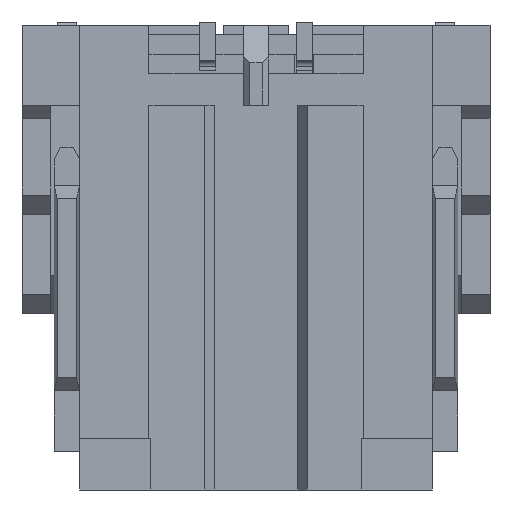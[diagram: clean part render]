
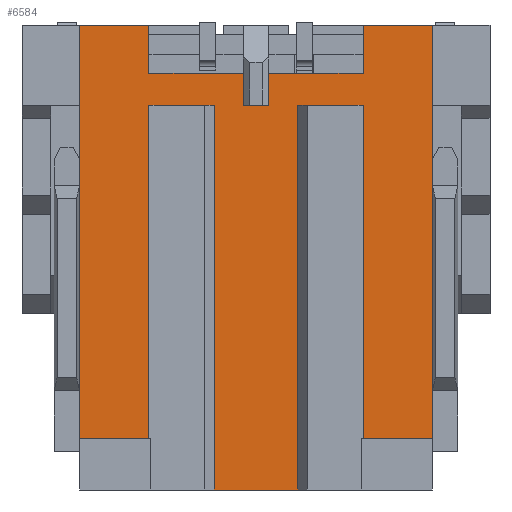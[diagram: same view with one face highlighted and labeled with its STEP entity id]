
A CAD part, front view. The second image highlights one B-rep face of the part: STEP entity #6584.
In plain terms, the highlighted planar face has unit normal (0, -1, 0).
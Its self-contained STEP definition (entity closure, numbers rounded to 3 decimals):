
#145=DIRECTION('',(0.,0.,1.));
#146=VECTOR('',#145,5.2);
#147=CARTESIAN_POINT('',(2.75,-3.45,-2.38));
#148=LINE('',#147,#146);
#665=DIRECTION('',(-1.,0.,0.));
#666=VECTOR('',#665,1.02);
#667=CARTESIAN_POINT('',(1.67,-3.45,2.82));
#668=LINE('',#667,#666);
#669=DIRECTION('',(0.,0.,1.));
#670=VECTOR('',#669,6.);
#671=CARTESIAN_POINT('',(-0.65,-3.45,-3.18));
#672=LINE('',#671,#670);
#673=DIRECTION('',(-1.,0.,0.));
#674=VECTOR('',#673,1.02);
#675=CARTESIAN_POINT('',(-0.65,-3.45,2.82));
#676=LINE('',#675,#674);
#677=DIRECTION('',(0.,0.,-1.));
#678=VECTOR('',#677,5.2);
#679=CARTESIAN_POINT('',(-1.67,-3.45,2.82));
#680=LINE('',#679,#678);
#681=DIRECTION('',(1.,0.,0.));
#682=VECTOR('',#681,1.08);
#683=CARTESIAN_POINT('',(-2.75,-3.45,-2.38));
#684=LINE('',#683,#682);
#685=DIRECTION('',(0.,0.,-1.));
#686=VECTOR('',#685,1.25);
#687=CARTESIAN_POINT('',(-2.75,-3.45,4.07));
#688=LINE('',#687,#686);
#689=DIRECTION('',(0.,0.,-1.));
#690=VECTOR('',#689,0.75);
#691=CARTESIAN_POINT('',(-1.67,-3.45,4.07));
#692=LINE('',#691,#690);
#693=DIRECTION('',(1.,0.,0.));
#694=VECTOR('',#693,1.47);
#695=CARTESIAN_POINT('',(-1.67,-3.45,3.32));
#696=LINE('',#695,#694);
#697=DIRECTION('',(0.,0.,-1.));
#698=VECTOR('',#697,0.5);
#699=CARTESIAN_POINT('',(-0.2,-3.45,3.32));
#700=LINE('',#699,#698);
#701=DIRECTION('',(0.,0.,-1.));
#702=VECTOR('',#701,0.5);
#703=CARTESIAN_POINT('',(0.2,-3.45,3.32));
#704=LINE('',#703,#702);
#705=DIRECTION('',(1.,0.,0.));
#706=VECTOR('',#705,1.47);
#707=CARTESIAN_POINT('',(0.2,-3.45,3.32));
#708=LINE('',#707,#706);
#709=DIRECTION('',(0.,0.,-1.));
#710=VECTOR('',#709,0.75);
#711=CARTESIAN_POINT('',(1.67,-3.45,4.07));
#712=LINE('',#711,#710);
#713=DIRECTION('',(0.,0.,1.));
#714=VECTOR('',#713,1.25);
#715=CARTESIAN_POINT('',(2.75,-3.45,2.82));
#716=LINE('',#715,#714);
#717=DIRECTION('',(1.,0.,0.));
#718=VECTOR('',#717,1.08);
#719=CARTESIAN_POINT('',(1.67,-3.45,-2.38));
#720=LINE('',#719,#718);
#721=DIRECTION('',(0.,0.,1.));
#722=VECTOR('',#721,5.2);
#723=CARTESIAN_POINT('',(1.67,-3.45,-2.38));
#724=LINE('',#723,#722);
#725=DIRECTION('',(0.,0.,1.));
#726=VECTOR('',#725,6.);
#727=CARTESIAN_POINT('',(0.65,-3.45,-3.18));
#728=LINE('',#727,#726);
#733=DIRECTION('',(1.,0.,0.));
#734=VECTOR('',#733,1.3);
#735=CARTESIAN_POINT('',(-0.65,-3.45,-3.18));
#736=LINE('',#735,#734);
#1667=DIRECTION('',(0.,0.,-1.));
#1668=VECTOR('',#1667,5.2);
#1669=CARTESIAN_POINT('',(-2.75,-3.45,2.82));
#1670=LINE('',#1669,#1668);
#3645=DIRECTION('',(-1.,0.,0.));
#3646=VECTOR('',#3645,1.08);
#3647=CARTESIAN_POINT('',(2.75,-3.45,4.07));
#3648=LINE('',#3647,#3646);
#3649=DIRECTION('',(-1.,0.,0.));
#3650=VECTOR('',#3649,1.08);
#3651=CARTESIAN_POINT('',(-1.67,-3.45,4.07));
#3652=LINE('',#3651,#3650);
#3813=DIRECTION('',(1.,0.,0.));
#3814=VECTOR('',#3813,0.4);
#3815=CARTESIAN_POINT('',(-0.2,-3.45,2.82));
#3816=LINE('',#3815,#3814);
#4357=CARTESIAN_POINT('',(2.75,-3.45,4.07));
#4358=VERTEX_POINT('',#4357);
#4359=CARTESIAN_POINT('',(-2.75,-3.45,4.07));
#4360=VERTEX_POINT('',#4359);
#4361=CARTESIAN_POINT('',(-2.75,-3.45,-2.38));
#4362=VERTEX_POINT('',#4361);
#4363=CARTESIAN_POINT('',(-2.75,-3.45,2.82));
#4364=VERTEX_POINT('',#4363);
#4365=CARTESIAN_POINT('',(2.75,-3.45,-2.38));
#4366=VERTEX_POINT('',#4365);
#4367=CARTESIAN_POINT('',(2.75,-3.45,2.82));
#4368=VERTEX_POINT('',#4367);
#4369=CARTESIAN_POINT('',(1.67,-3.45,-2.38));
#4370=CARTESIAN_POINT('',(1.67,-3.45,2.82));
#4371=VERTEX_POINT('',#4369);
#4372=VERTEX_POINT('',#4370);
#4373=CARTESIAN_POINT('',(-1.67,-3.45,2.82));
#4374=CARTESIAN_POINT('',(-1.67,-3.45,-2.38));
#4375=VERTEX_POINT('',#4373);
#4376=VERTEX_POINT('',#4374);
#4895=CARTESIAN_POINT('',(-1.67,-3.45,4.07));
#4896=CARTESIAN_POINT('',(-1.67,-3.45,3.32));
#4897=VERTEX_POINT('',#4895);
#4898=VERTEX_POINT('',#4896);
#4899=CARTESIAN_POINT('',(1.67,-3.45,4.07));
#4900=CARTESIAN_POINT('',(1.67,-3.45,3.32));
#4901=VERTEX_POINT('',#4899);
#4902=VERTEX_POINT('',#4900);
#4919=CARTESIAN_POINT('',(-0.2,-3.45,3.32));
#4920=VERTEX_POINT('',#4919);
#4921=CARTESIAN_POINT('',(0.2,-3.45,3.32));
#4922=VERTEX_POINT('',#4921);
#5333=CARTESIAN_POINT('',(-0.65,-3.45,2.82));
#5334=VERTEX_POINT('',#5333);
#5335=CARTESIAN_POINT('',(0.65,-3.45,2.82));
#5336=VERTEX_POINT('',#5335);
#5337=CARTESIAN_POINT('',(-0.2,-3.45,2.82));
#5338=CARTESIAN_POINT('',(0.2,-3.45,2.82));
#5339=VERTEX_POINT('',#5337);
#5340=VERTEX_POINT('',#5338);
#5341=CARTESIAN_POINT('',(-0.65,-3.45,-3.18));
#5342=VERTEX_POINT('',#5341);
#5343=CARTESIAN_POINT('',(0.65,-3.45,-3.18));
#5344=VERTEX_POINT('',#5343);
#6539=CARTESIAN_POINT('',(0.,-3.45,0.));
#6540=DIRECTION('',(0.,-1.,0.));
#6541=DIRECTION('',(-1.,0.,0.));
#6542=AXIS2_PLACEMENT_3D('',#6539,#6540,#6541);
#6543=PLANE('',#6542);
#6544=ORIENTED_EDGE('',*,*,#6517,.T.);
#6546=ORIENTED_EDGE('',*,*,#6545,.F.);
#6548=ORIENTED_EDGE('',*,*,#6547,.F.);
#6549=ORIENTED_EDGE('',*,*,#6489,.T.);
#6550=ORIENTED_EDGE('',*,*,#6505,.T.);
#6551=ORIENTED_EDGE('',*,*,#6530,.T.);
#6553=ORIENTED_EDGE('',*,*,#6552,.F.);
#6555=ORIENTED_EDGE('',*,*,#6554,.F.);
#6557=ORIENTED_EDGE('',*,*,#6556,.F.);
#6559=ORIENTED_EDGE('',*,*,#6558,.F.);
#6561=ORIENTED_EDGE('',*,*,#6560,.T.);
#6563=ORIENTED_EDGE('',*,*,#6562,.T.);
#6565=ORIENTED_EDGE('',*,*,#6564,.T.);
#6567=ORIENTED_EDGE('',*,*,#6566,.T.);
#6569=ORIENTED_EDGE('',*,*,#6568,.F.);
#6571=ORIENTED_EDGE('',*,*,#6570,.T.);
#6573=ORIENTED_EDGE('',*,*,#6572,.F.);
#6575=ORIENTED_EDGE('',*,*,#6574,.F.);
#6576=ORIENTED_EDGE('',*,*,#6360,.F.);
#6577=ORIENTED_EDGE('',*,*,#5742,.F.);
#6579=ORIENTED_EDGE('',*,*,#6578,.F.);
#6581=ORIENTED_EDGE('',*,*,#6580,.T.);
#6582=EDGE_LOOP('',(#6544,#6546,#6548,#6549,#6550,#6551,#6553,#6555,#6557,#6559,
#6561,#6563,#6565,#6567,#6569,#6571,#6573,#6575,#6576,#6577,#6579,#6581));
#6583=FACE_OUTER_BOUND('',#6582,.F.);
#6584=ADVANCED_FACE('',(#6583),#6543,.T.);
#5742=EDGE_CURVE('',#4366,#4368,#148,.T.);
#6360=EDGE_CURVE('',#4368,#4358,#716,.T.);
#6489=EDGE_CURVE('',#5342,#5334,#672,.T.);
#6505=EDGE_CURVE('',#5334,#4375,#676,.T.);
#6517=EDGE_CURVE('',#4372,#5336,#668,.T.);
#6530=EDGE_CURVE('',#4375,#4376,#680,.T.);
#6545=EDGE_CURVE('',#5344,#5336,#728,.T.);
#6547=EDGE_CURVE('',#5342,#5344,#736,.T.);
#6552=EDGE_CURVE('',#4362,#4376,#684,.T.);
#6554=EDGE_CURVE('',#4364,#4362,#1670,.T.);
#6556=EDGE_CURVE('',#4360,#4364,#688,.T.);
#6558=EDGE_CURVE('',#4897,#4360,#3652,.T.);
#6560=EDGE_CURVE('',#4897,#4898,#692,.T.);
#6562=EDGE_CURVE('',#4898,#4920,#696,.T.);
#6564=EDGE_CURVE('',#4920,#5339,#700,.T.);
#6566=EDGE_CURVE('',#5339,#5340,#3816,.T.);
#6568=EDGE_CURVE('',#4922,#5340,#704,.T.);
#6570=EDGE_CURVE('',#4922,#4902,#708,.T.);
#6572=EDGE_CURVE('',#4901,#4902,#712,.T.);
#6574=EDGE_CURVE('',#4358,#4901,#3648,.T.);
#6578=EDGE_CURVE('',#4371,#4366,#720,.T.);
#6580=EDGE_CURVE('',#4371,#4372,#724,.T.);
